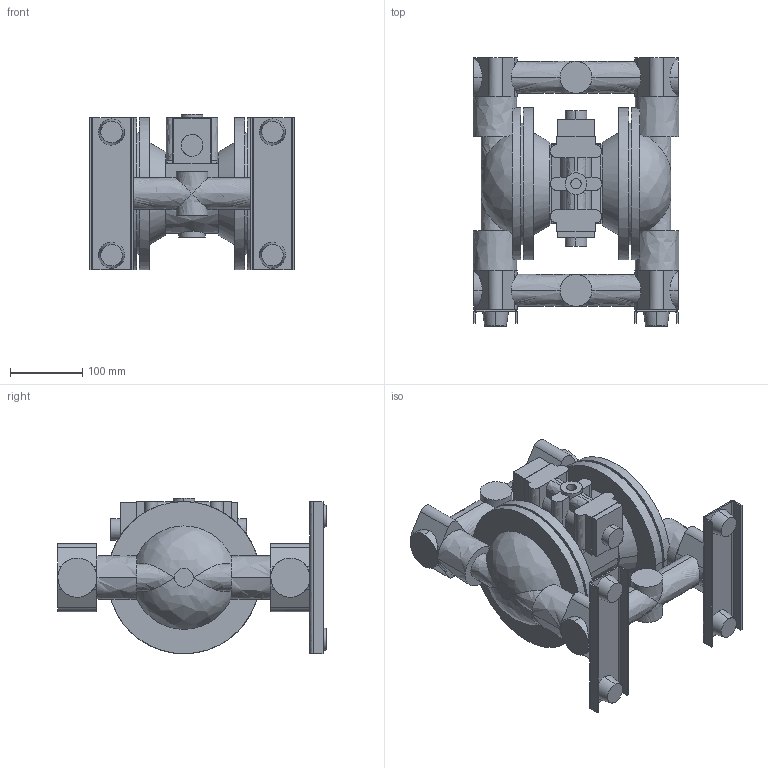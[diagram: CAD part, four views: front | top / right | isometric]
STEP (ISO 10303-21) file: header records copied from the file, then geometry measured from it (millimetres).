
FILE_DESCRIPTION (( 'STEP AP214' ), '1' );
FILE_NAME ('NDP-25BA.STEP', '2021-06-02T13:32:32', ( '' ), ( '' ), 'SwSTEP 2.0', 'SolidWorks 2020', '' );
FILE_SCHEMA (( 'AUTOMOTIVE_DESIGN' ));
Length unit declared in the file: millimetre
Products named in the file (1): NDP-25BA
Bounding box: 284 x 370.3 x 214.5 mm (x, y, z)
Volume: 6847127.6 mm3; surface area: 528628.3 mm2
Topology: 1 solids, 1 shells, 291 faces, 756 edges, 480 vertices
Faces by surface type: bspline 291
Entity records: 18524 total; most frequent: CARTESIAN_POINT 14018, ORIENTED_EDGE 1512, EDGE_CURVE 756, B_SPLINE_CURVE_WITH_KNOTS 654, VERTEX_POINT 480, EDGE_LOOP 308, FACE_OUTER_BOUND 291, ADVANCED_FACE 291
